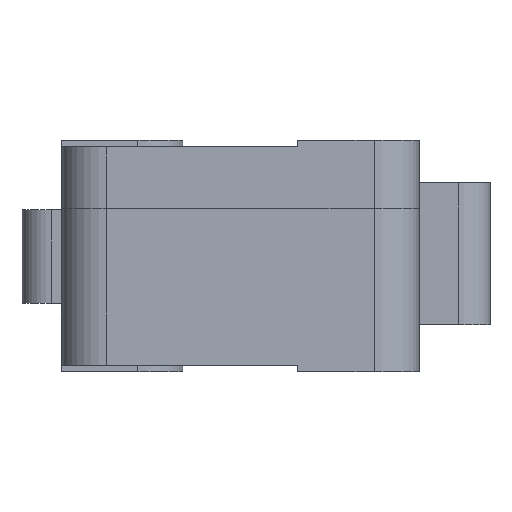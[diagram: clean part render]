
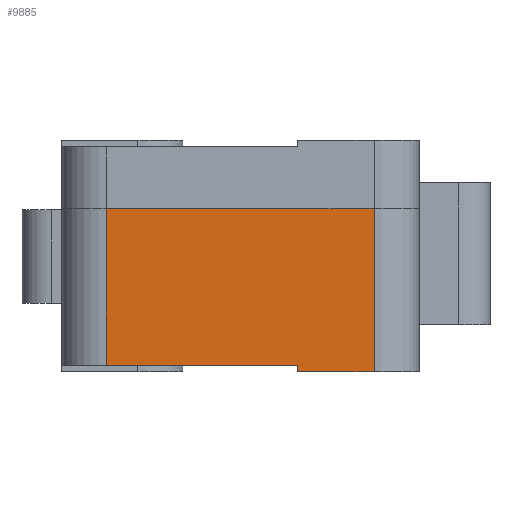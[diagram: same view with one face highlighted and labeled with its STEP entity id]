
A CAD part, left-side view. The second image highlights one B-rep face of the part: STEP entity #9885.
In plain terms, the highlighted planar face has unit normal (-1, 0, 0).
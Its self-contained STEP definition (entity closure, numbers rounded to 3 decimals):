
#1032=FACE_OUTER_BOUND('',#1606,.T.);
#1606=EDGE_LOOP('',(#8982,#8983,#8984,#8985,#8986,#8987));
#2424=LINE('',#16140,#3505);
#2723=LINE('',#17950,#3804);
#2727=LINE('',#17960,#3808);
#2732=LINE('',#17973,#3813);
#2735=LINE('',#17979,#3816);
#2748=LINE('',#18011,#3829);
#3505=VECTOR('',#11576,10.);
#3804=VECTOR('',#12243,10.);
#3808=VECTOR('',#12251,10.);
#3813=VECTOR('',#12268,10.);
#3816=VECTOR('',#12277,10.);
#3829=VECTOR('',#12318,10.);
#4564=VERTEX_POINT('',#16127);
#4568=VERTEX_POINT('',#16139);
#4750=VERTEX_POINT('',#17946);
#4751=VERTEX_POINT('',#17948);
#4755=VERTEX_POINT('',#17959);
#4757=VERTEX_POINT('',#17971);
#5752=EDGE_CURVE('',#4568,#4564,#2424,.T.);
#6145=EDGE_CURVE('',#4750,#4751,#2723,.T.);
#6150=EDGE_CURVE('',#4755,#4750,#2727,.T.);
#6157=EDGE_CURVE('',#4757,#4751,#2732,.T.);
#6160=EDGE_CURVE('',#4755,#4564,#2735,.T.);
#6175=EDGE_CURVE('',#4757,#4568,#2748,.T.);
#8982=ORIENTED_EDGE('',*,*,#5752,.T.);
#8983=ORIENTED_EDGE('',*,*,#6160,.F.);
#8984=ORIENTED_EDGE('',*,*,#6150,.T.);
#8985=ORIENTED_EDGE('',*,*,#6145,.T.);
#8986=ORIENTED_EDGE('',*,*,#6157,.F.);
#8987=ORIENTED_EDGE('',*,*,#6175,.T.);
#9361=PLANE('',#10350);
#9885=ADVANCED_FACE('',(#1032),#9361,.T.);
#10350=AXIS2_PLACEMENT_3D('',#18010,#12316,#12317);
#11576=DIRECTION('',(0.,1.,0.));
#12243=DIRECTION('',(0.,0.,-1.));
#12251=DIRECTION('',(0.,-1.,0.));
#12268=DIRECTION('',(0.,1.,0.));
#12277=DIRECTION('',(0.,0.,1.));
#12316=DIRECTION('center_axis',(-1.,0.,0.));
#12317=DIRECTION('ref_axis',(0.,0.,1.));
#12318=DIRECTION('',(0.,0.,1.));
#16127=CARTESIAN_POINT('',(-28.9,6.425,7.25));
#16139=CARTESIAN_POINT('',(-28.9,-5.475,7.25));
#16140=CARTESIAN_POINT('',(-28.9,1.476,7.25));
#17946=CARTESIAN_POINT('',(-28.9,-2.075,0.3));
#17948=CARTESIAN_POINT('',(-28.9,-2.075,0.));
#17950=CARTESIAN_POINT('',(-28.9,-2.075,0.));
#17959=CARTESIAN_POINT('',(-28.9,6.425,0.3));
#17960=CARTESIAN_POINT('',(-28.9,-2.457,0.3));
#17971=CARTESIAN_POINT('',(-28.9,-5.475,0.));
#17973=CARTESIAN_POINT('',(-28.9,-5.475,0.));
#17979=CARTESIAN_POINT('',(-28.9,6.425,0.));
#18010=CARTESIAN_POINT('Origin',(-28.9,-5.475,0.));
#18011=CARTESIAN_POINT('',(-28.9,-5.475,0.));
